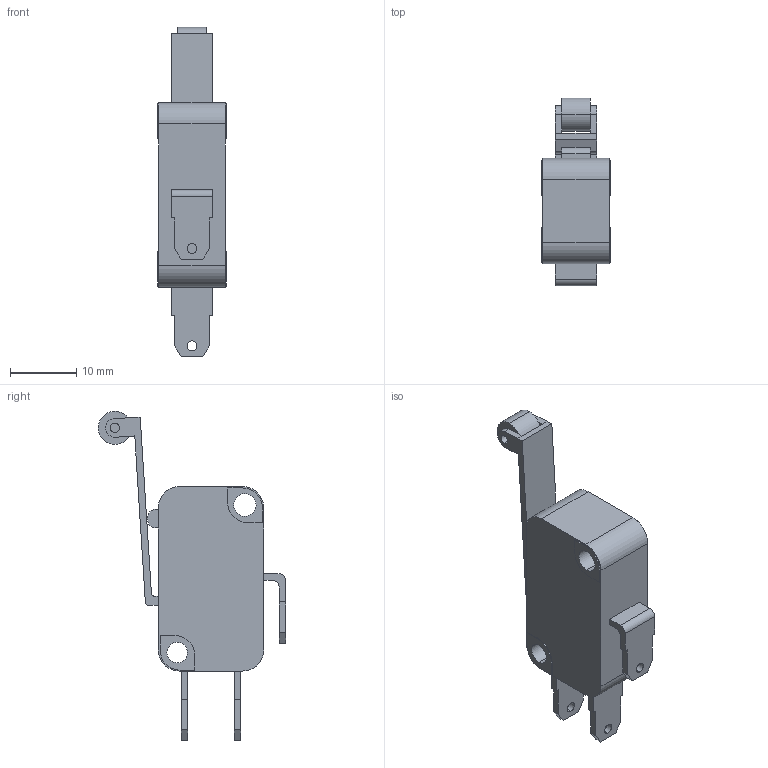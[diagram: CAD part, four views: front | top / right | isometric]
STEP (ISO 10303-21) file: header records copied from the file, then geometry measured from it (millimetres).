
FILE_DESCRIPTION (( 'STEP AP203' ), '1' );
FILE_NAME ('Limit Switch SV-166-1C25.STEP', '2019-10-20T06:38:18', ( '' ), ( '' ), 'SwSTEP 2.0', 'SolidWorks 2019', '' );
FILE_SCHEMA (( 'CONFIG_CONTROL_DESIGN' ));
Length unit declared in the file: millimetre
Products named in the file (1): Limit Switch SV-166-1C25
Bounding box: 10.3 x 28.24 x 49.65 mm (x, y, z)
Volume: 4666.9 mm3; surface area: 2889.6 mm2
Topology: 1 solids, 1 shells, 117 faces, 312 edges, 206 vertices
Faces by surface type: plane 82, cylinder 35
Entity records: 3733 total; most frequent: CARTESIAN_POINT 636, ORIENTED_EDGE 624, DIRECTION 622, EDGE_CURVE 312, VECTOR 238, LINE 238, VERTEX_POINT 206, AXIS2_PLACEMENT_3D 192
